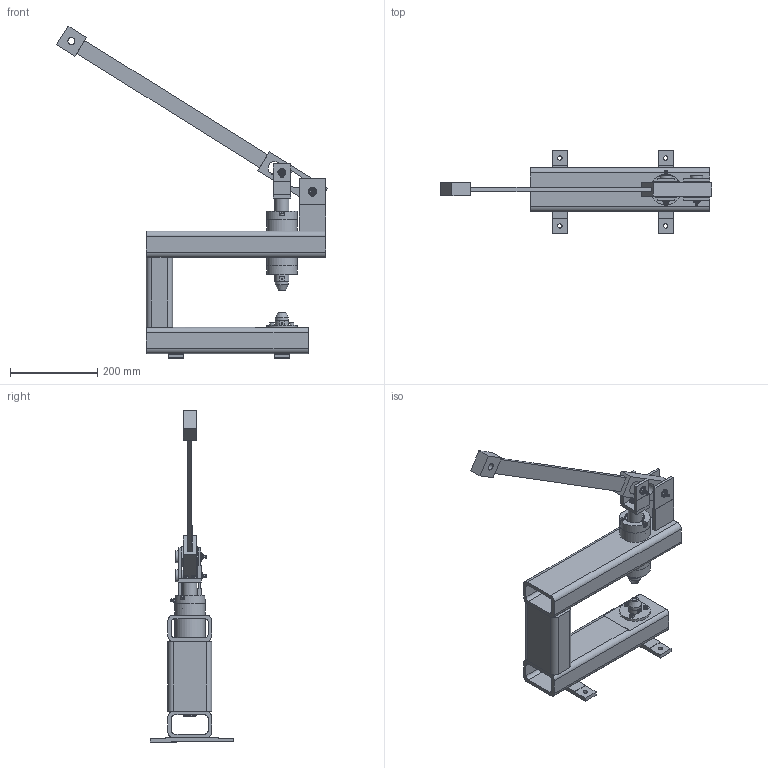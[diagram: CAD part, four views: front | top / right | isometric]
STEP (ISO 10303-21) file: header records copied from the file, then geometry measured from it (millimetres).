
FILE_DESCRIPTION(/* description */ (''),/* implementation_level */ '2;1');
FILE_NAME(/* name */ '03740792_Nietmaschine.stp',/* time_stamp */ '2022-02-03T21:43:28+01:00',/* author */ ('jonas'),/* organization */ (''),/* preprocessor_version */ 'ST-DEVELOPER v17',/* originating_system */ 'Autodesk Inventor 2019',/* authorisation */ '');
FILE_SCHEMA (('AUTOMOTIVE_DESIGN { 1 0 10303 214 3 1 1 }'));
Length unit declared in the file: millimetre
Products named in the file (33): KON_Nietmaschine_gesamt; KON_Nietmaschine_Rahmen; EN 10210-2 - 90 x 50 x 5 - 120; EN 10210-2 - 90 x 50 x 5 - 400; EN 10210-2 - 90 x 50 x 5 - 340; EN 10058 - 35 x 10 - 190; EN 10058 - 60 x 8 - 110; KON_Nietmaschine_Hebel; EN 10058 - 50 x 30 - 157; EN 10058 - 35 x 10 - 493; EN 10058 - 50 x 30 - 50; ISO 4379 - F 16 x 22 x 15; KON_Nietmaschine_Schraubenfeder; KON_Nietmaschine_Dorn; KON_Nietmaschine_Dorn_1; EN 10058 - 40 x 6 - 46; EN 10058 - 40 x 6 - 60; ISO 4762  - M6 x 16; KON_Nietmaschine_Gleitstein; KON_Nietmaschine_Bolzen; DIN EN 10220-2 - 57 x 5 - 100; KON_Nietmaschine_Deckel; DIN 912 - M5 x 20; Matrizenhalterung_unten; KON_Nietmaschine_Stempelwerkzeug_Matrize; KON_Nietmaschine_Deckel_1; DIN 472 - 47 x 1,75; DIN 71412 - AM 6 (kegelig kurz); DIN 913 - M4 x 8; ISO 4379 - 32 x 40 x 20; ISO 4762  - M6 x 12; DIN 471 - 15 x 1; DIN 988 - S35 x 45
Assembly tree (51 placements, depth 3):
  KON_Nietmaschine_gesamt
    KON_Nietmaschine_Rahmen
      EN 10210-2 - 90 x 50 x 5 - 120
      EN 10210-2 - 90 x 50 x 5 - 400
      EN 10210-2 - 90 x 50 x 5 - 340
      EN 10058 - 35 x 10 - 190  x2
      EN 10058 - 60 x 8 - 110  x2
    KON_Nietmaschine_Hebel
      EN 10058 - 50 x 30 - 157
      EN 10058 - 35 x 10 - 493
      EN 10058 - 50 x 30 - 50
    ISO 4379 - F 16 x 22 x 15  x2
    KON_Nietmaschine_Bolzen  x2
    DIN 471 - 15 x 1  x2
    KON_Nietmaschine_Schraubenfeder
    KON_Nietmaschine_Stempelwerkzeug_Matrize  x2
    KON_Nietmaschine_Dorn
      KON_Nietmaschine_Dorn_1
      EN 10058 - 40 x 6 - 46
      EN 10058 - 40 x 6 - 60  x2
      ISO 4762  - M6 x 16  x2
    KON_Nietmaschine_Gleitstein
    DIN EN 10220-2 - 57 x 5 - 100
    KON_Nietmaschine_Deckel
    DIN 912 - M5 x 20  x3
    DIN 472 - 47 x 1,75  x2
    DIN 71412 - AM 6 (kegelig kurz)  x4
    Matrizenhalterung_unten
    KON_Nietmaschine_Deckel_1
    DIN 913 - M4 x 8  x2
    ISO 4379 - 32 x 40 x 20  x2
    ISO 4762  - M6 x 12  x3
    DIN 988 - S35 x 45  x2
Bounding box: 620.1 x 190 x 758.95 mm (x, y, z)
Volume: 3331361.4 mm3; surface area: 868944.7 mm2
Topology: 48 solids, 48 shells, 710 faces, 1832 edges, 1261 vertices
Faces by surface type: plane 353, cylinder 195, cone 119, torus 24, bspline 13, sphere 6
Full cylindrical faces by diameter (mm): 1.7 x4, 2.5 x4, 3 x4, 3.3 x2, 4 x11, 5 x12, 6 x12, 6.5 x5, 8.5 x3, 10 x9, 13 x2, 14.3 x2, 15 x6, 16 x12, 21.6 x2, 22 x3, 28 x4, 30 x4, 32 x4, 34 x2, 35 x2, 37 x2, 40 x6, 44 x1, 45 x2, 46 x4, 48 x1, 50 x6, 70 x5
Entity records: 16972 total; most frequent: CARTESIAN_POINT 5007, DIRECTION 2426, ORIENTED_EDGE 2142, EDGE_CURVE 1071, AXIS2_PLACEMENT_3D 967, VERTEX_POINT 751, EDGE_LOOP 542, LINE 492
